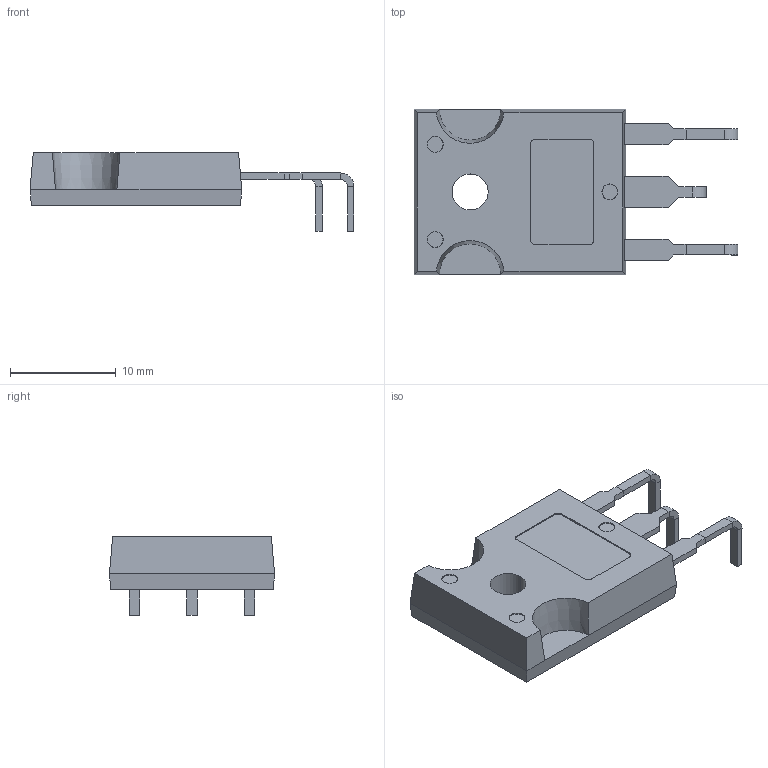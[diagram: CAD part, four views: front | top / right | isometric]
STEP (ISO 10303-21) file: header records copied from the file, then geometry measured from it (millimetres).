
FILE_DESCRIPTION (( 'STEP AP214' ), '1' );
FILE_NAME ('TO-247_horizontal_face_triangle_margin.STEP', '2022-10-21T06:59:43', ( '' ), ( '' ), 'SwSTEP 2.0', 'SolidWorks 2022', '' );
FILE_SCHEMA (( 'AUTOMOTIVE_DESIGN' ));
Length unit declared in the file: millimetre
Products named in the file (1): TO-247_horizontal_face_triangle_margin
Bounding box: 30.6 x 15.6 x 7.4 mm (x, y, z)
Volume: 1397.8 mm3; surface area: 1178.7 mm2
Topology: 3 solids, 3 shells, 125 faces, 298 edges, 188 vertices
Faces by surface type: plane 101, cylinder 12, cone 12
Entity records: 4023 total; most frequent: CARTESIAN_POINT 636, ORIENTED_EDGE 596, DIRECTION 594, EDGE_CURVE 298, VECTOR 246, LINE 246, VERTEX_POINT 188, AXIS2_PLACEMENT_3D 174
